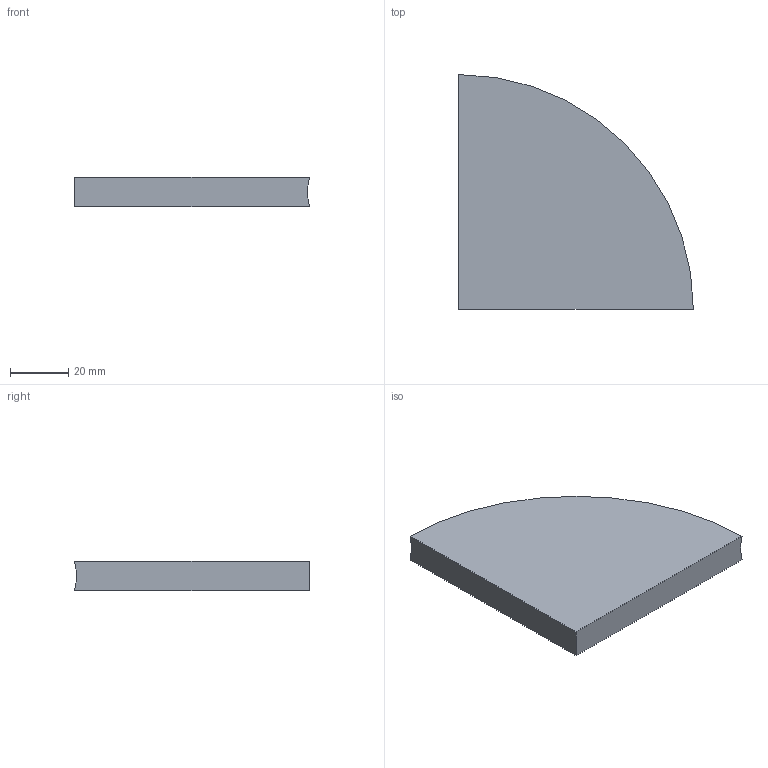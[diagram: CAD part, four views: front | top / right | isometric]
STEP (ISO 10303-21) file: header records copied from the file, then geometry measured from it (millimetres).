
FILE_DESCRIPTION(('FreeCAD Model'),'2;1');
FILE_NAME('placa1.stp' ,'2022-02-25T11:49:32',('FreeCAD'),('FreeCAD'), 'Open CASCADE STEP processor 7.3','FreeCAD','Unknown');
FILE_SCHEMA(('AUTOMOTIVE_DESIGN { 1 0 10303 214 1 1 1 1 }'));
Length unit declared in the file: millimetre
Products named in the file (1): Open CASCADE STEP translator 7.3 13
Bounding box: 80.64 x 80.64 x 10 mm (x, y, z)
Volume: 50530.4 mm3; surface area: 13091 mm2
Topology: 1 solids, 1 shells, 5 faces, 9 edges, 6 vertices
Faces by surface type: plane 4, torus 1
Entity records: 260 total; most frequent: CARTESIAN_POINT 51, DIRECTION 41, LINE 19, VECTOR 19, ORIENTED_EDGE 18, PCURVE 18, DEFINITIONAL_REPRESENTATION 18, AXIS2_PLACEMENT_3D 10
